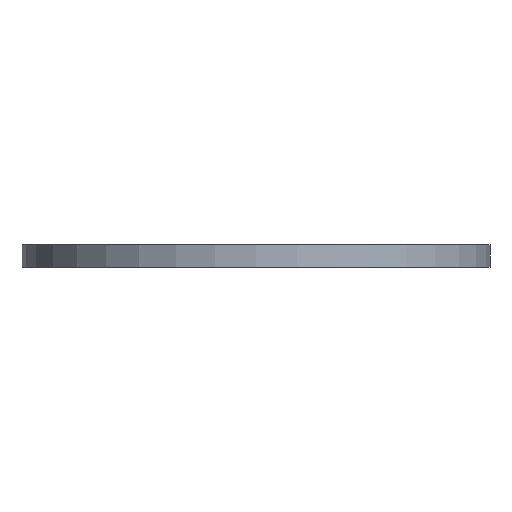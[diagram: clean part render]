
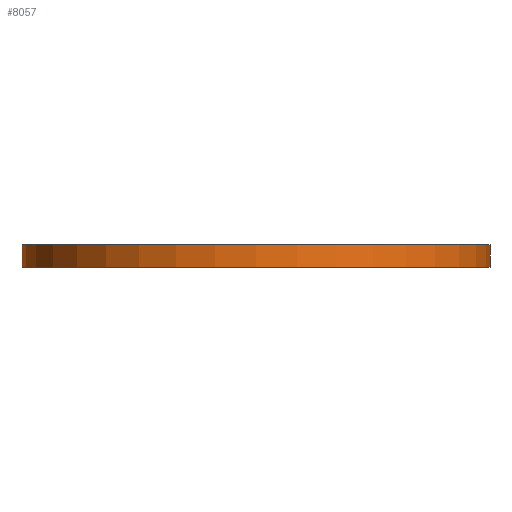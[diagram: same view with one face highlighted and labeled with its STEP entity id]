
A CAD part, front view. The second image highlights one B-rep face of the part: STEP entity #8057.
In plain terms, the highlighted cylindrical face has radius 62.5 mm (diameter 125 mm), a full revolution.
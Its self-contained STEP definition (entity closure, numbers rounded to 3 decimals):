
#8007=CARTESIAN_POINT('',(-0.,0.,6.));
#8008=DIRECTION('',(0.,0.,-1.));
#8009=DIRECTION('',(-1.,0.,0.));
#8010=AXIS2_PLACEMENT_3D('',#8007,#8008,#8009);
#8011=CYLINDRICAL_SURFACE('',#8010,62.5);
#8012=CARTESIAN_POINT('',(-62.5,0.,0.));
#8013=VERTEX_POINT('',#8012);
#8014=CARTESIAN_POINT('',(-62.5,0.,6.));
#8015=VERTEX_POINT('',#8014);
#8016=CARTESIAN_POINT('',(-62.5,0.,0.));
#8017=DIRECTION('',(-0.,-0.,1.));
#8018=VECTOR('',#8017,6.);
#8019=LINE('',#8016,#8018);
#8020=EDGE_CURVE('',#8013,#8015,#8019,.T.);
#8021=ORIENTED_EDGE('',*,*,#8020,.T.);
#8022=CARTESIAN_POINT('',(62.5,-0.,6.));
#8023=VERTEX_POINT('',#8022);
#8024=CARTESIAN_POINT('',(-0.,0.,6.));
#8025=DIRECTION('',(0.,0.,1.));
#8026=DIRECTION('',(1.,0.,-0.));
#8027=AXIS2_PLACEMENT_3D('',#8024,#8025,#8026);
#8028=CIRCLE('',#8027,62.5);
#8029=EDGE_CURVE('',#8023,#8015,#8028,.T.);
#8030=ORIENTED_EDGE('',*,*,#8029,.F.);
#8031=CARTESIAN_POINT('',(-0.,0.,6.));
#8032=DIRECTION('',(0.,0.,1.));
#8033=DIRECTION('',(1.,0.,-0.));
#8034=AXIS2_PLACEMENT_3D('',#8031,#8032,#8033);
#8035=CIRCLE('',#8034,62.5);
#8036=EDGE_CURVE('',#8015,#8023,#8035,.T.);
#8037=ORIENTED_EDGE('',*,*,#8036,.F.);
#8038=ORIENTED_EDGE('',*,*,#8020,.F.);
#8039=CARTESIAN_POINT('',(62.5,-0.,0.));
#8040=VERTEX_POINT('',#8039);
#8041=CARTESIAN_POINT('',(-0.,0.,0.));
#8042=DIRECTION('',(0.,0.,1.));
#8043=DIRECTION('',(1.,0.,-0.));
#8044=AXIS2_PLACEMENT_3D('',#8041,#8042,#8043);
#8045=CIRCLE('',#8044,62.5);
#8046=EDGE_CURVE('',#8013,#8040,#8045,.T.);
#8047=ORIENTED_EDGE('',*,*,#8046,.T.);
#8048=CARTESIAN_POINT('',(-0.,0.,0.));
#8049=DIRECTION('',(0.,0.,1.));
#8050=DIRECTION('',(1.,0.,-0.));
#8051=AXIS2_PLACEMENT_3D('',#8048,#8049,#8050);
#8052=CIRCLE('',#8051,62.5);
#8053=EDGE_CURVE('',#8040,#8013,#8052,.T.);
#8054=ORIENTED_EDGE('',*,*,#8053,.T.);
#8055=EDGE_LOOP('',(#8021,#8030,#8037,#8038,#8047,#8054));
#8056=FACE_BOUND('',#8055,.T.);
#8057=ADVANCED_FACE('',(#8056),#8011,.T.);
